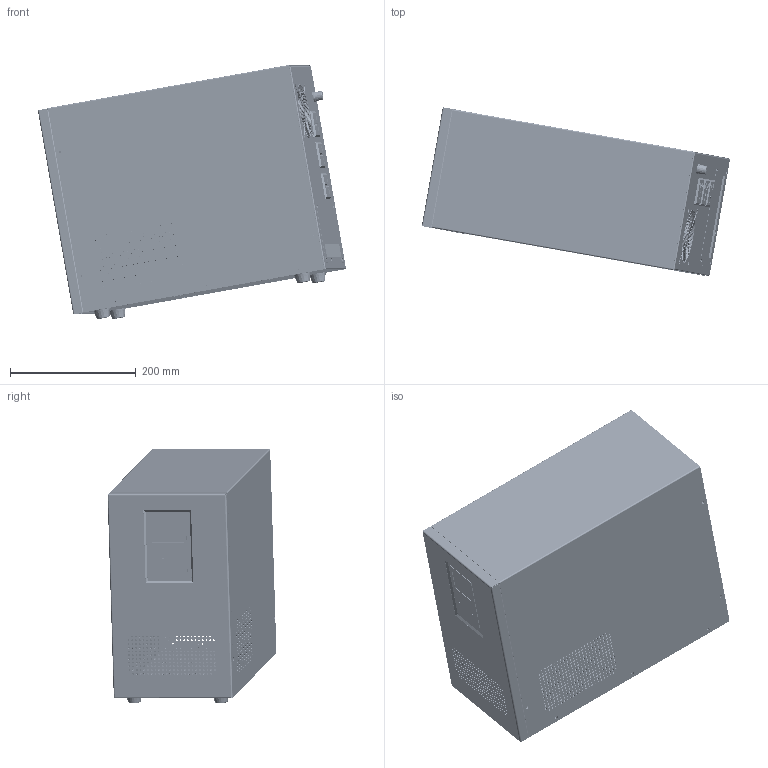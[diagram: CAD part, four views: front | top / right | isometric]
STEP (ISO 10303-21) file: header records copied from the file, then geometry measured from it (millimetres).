
FILE_DESCRIPTION(/* description */ (''),/* implementation_level */ '2;1');
FILE_NAME(/* name */ 'NB-1.5~2K三维图-202508.stp',/* time_stamp */ '2025-08-12T13:09:10+08:00',/* author */ (''),/* organization */ (''),/* preprocessor_version */ 'ST-DEVELOPER v20',/* originating_system */ 'SIEMENS PLM Software NX2312.1700',/* authorisation */ '');
FILE_SCHEMA (('AUTOMOTIVE_DESIGN { 1 0 10303 214 3 1 1 1 }'));
Products named in the file (12): NB-1.5~2K面板; NB-1.5~2K后板; NB-1.5~2K盖子; NB-1.5~2K底板; NB显示板; 接线盖板1.5k; DHAZL9225H24S_stp; 多功能插座; NCR-2k橡皮脚138999_stp; 保险座; 90风机罩; NB-1.5~2K总装
Assembly tree (16 placements, depth 2):
  NB-1.5~2K总装
    90风机罩
    保险座
    NCR-2k橡皮脚138999_stp  x4
    多功能插座  x3
    DHAZL9225H24S_stp
    接线盖板1.5k
    NB显示板
    NB-1.5~2K底板
    NB-1.5~2K盖子
    NB-1.5~2K后板
    NB-1.5~2K面板
Bounding box: 489.71 x 268.56 x 404.3 mm (x, y, z)
Volume: 712288.3 mm3; surface area: 1234603.2 mm2
Topology: 32 solids, 32 shells, 2437 faces, 6929 edges, 4550 vertices
Faces by surface type: cylinder 1329, plane 572, torus 237, bspline 174, cone 87, extrusion 22, revolution 12, sphere 4
Full cylindrical faces by diameter (mm): 1 x4, 3 x972, 3.6 x23, 3.9 x2, 4 x2, 4.43 x3, 4.431 x2, 4.5 x4, 4.569 x4, 5 x2, 5.5 x8, 9.882 x4, 11 x1, 16.6 x1
Entity records: 97283 total; most frequent: CARTESIAN_POINT 23661, DIRECTION 11072, ORIENTED_EDGE 10410, EDGE_LOOP 5455, EDGE_CURVE 5205, AXIS2_PLACEMENT_3D 4862, FACE_BOUND 4293, VERTEX_POINT 4036
